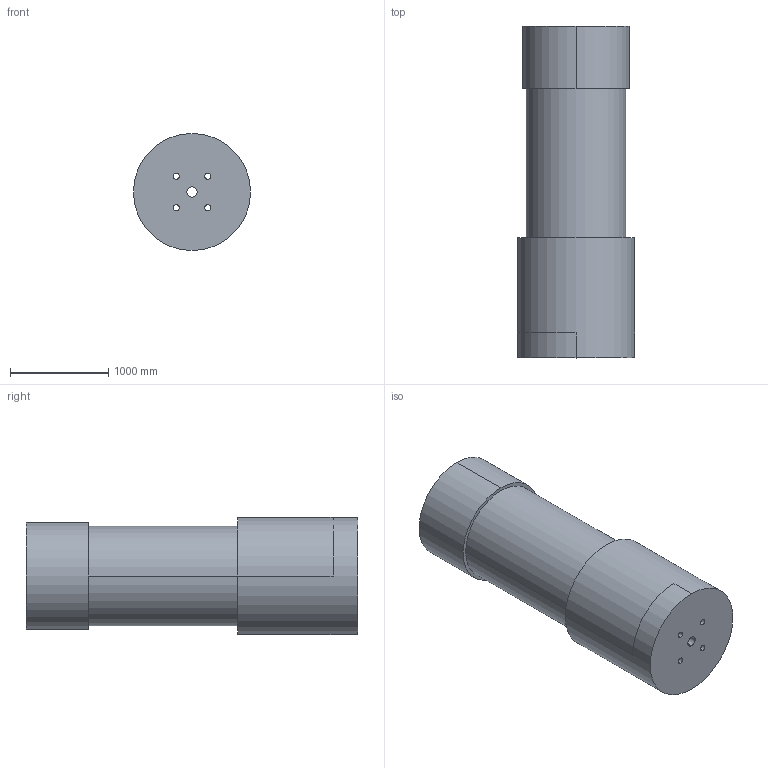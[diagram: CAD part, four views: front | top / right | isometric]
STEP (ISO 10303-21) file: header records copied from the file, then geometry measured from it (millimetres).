
FILE_DESCRIPTION((''),'2;1');
FILE_NAME('TELESCOPECAGE','2017-11-08T12:53:15',('ingramds'),(''),'CREO PARAMETRIC BY PTC INC, 2017110','CREO PARAMETRIC BY PTC INC, 2017110','');
FILE_SCHEMA(('CONFIG_CONTROL_DESIGN'));
Length unit declared in the file: inch
Products named in the file (1): TELESCOPECAGE
Bounding box: 1193.8 x 3385.31 x 1193.8 mm (x, y, z)
Volume: 1306532884.3 mm3; surface area: 23195232.5 mm2
Topology: 1 solids, 1 shells, 29 faces, 70 edges, 48 vertices
Faces by surface type: cylinder 22, plane 7
Entity records: 942 total; most frequent: DIRECTION 174, CARTESIAN_POINT 147, ORIENTED_EDGE 140, AXIS2_PLACEMENT_3D 75, EDGE_CURVE 70, VERTEX_POINT 48, CIRCLE 46, EDGE_LOOP 44
